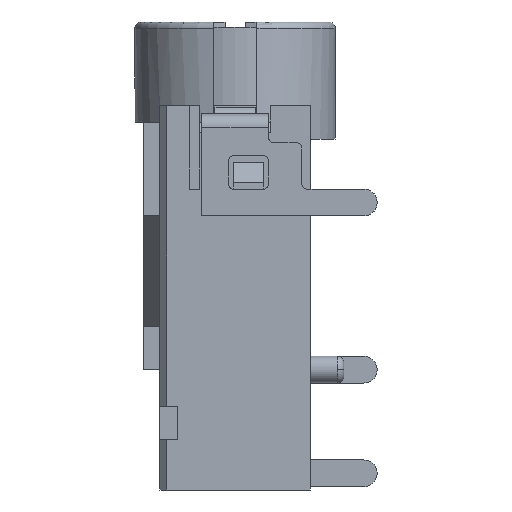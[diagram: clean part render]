
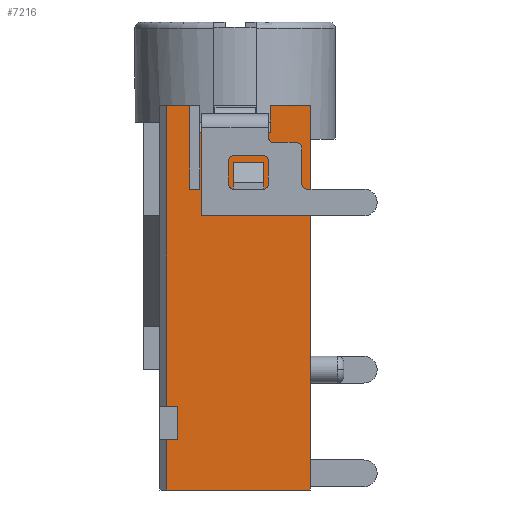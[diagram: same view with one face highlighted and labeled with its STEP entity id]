
A CAD part, left-side view. The second image highlights one B-rep face of the part: STEP entity #7216.
In plain terms, the highlighted planar face has unit normal (-1, 0, 0).
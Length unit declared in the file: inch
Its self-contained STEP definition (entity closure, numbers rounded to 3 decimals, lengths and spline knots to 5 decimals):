
#41 = EDGE_CURVE ( 'NONE', #11783, #5742, #20068, .T. ) ;
#113 = CARTESIAN_POINT ( 'NONE',  ( -0.18504, -0.08858, -0.55118 ) ) ;
#121 = CARTESIAN_POINT ( 'NONE',  ( -0.18504, 0.08071, -0.45276 ) ) ;
#291 = VERTEX_POINT ( 'NONE', #121 ) ;
#379 = EDGE_CURVE ( 'NONE', #16916, #19095, #14424, .T. ) ;
#433 = LINE ( 'NONE', #10187, #3975 ) ;
#498 = DIRECTION ( 'NONE',  ( 0., 1., 0. ) ) ;
#511 = AXIS2_PLACEMENT_3D ( 'NONE', #12439, #18305, #10603 ) ;
#639 = EDGE_CURVE ( 'NONE', #17466, #14703, #7609, .T. ) ;
#741 = CARTESIAN_POINT ( 'NONE',  ( -0.18504, -0.03346, -0.16535 ) ) ;
#780 = VECTOR ( 'NONE', #10776, 39.37008 ) ;
#846 = EDGE_CURVE ( 'NONE', #13643, #19274, #4746, .T. ) ;
#961 = EDGE_CURVE ( 'NONE', #13643, #10369, #2478, .T. ) ;
#995 = VERTEX_POINT ( 'NONE', #113 ) ;
#1494 = EDGE_CURVE ( 'NONE', #19095, #11295, #14291, .T. ) ;
#1913 = ORIENTED_EDGE ( 'NONE', *, *, #15642, .F. ) ;
#2330 = LINE ( 'NONE', #3762, #7065 ) ;
#2464 = CARTESIAN_POINT ( 'NONE',  ( -0.18504, 0.06772, -0.3248 ) ) ;
#2478 = LINE ( 'NONE', #7165, #17008 ) ;
#2523 = ORIENTED_EDGE ( 'NONE', *, *, #10657, .F. ) ;
#2609 = CARTESIAN_POINT ( 'NONE',  ( -0.18504, 0.08071, -0.3248 ) ) ;
#2787 = CARTESIAN_POINT ( 'NONE',  ( -0.18504, 0.05321, -0.09843 ) ) ;
#3026 = ORIENTED_EDGE ( 'NONE', *, *, #10909, .F. ) ;
#3333 = CARTESIAN_POINT ( 'NONE',  ( -0.18504, 0.00197, -0.16535 ) ) ;
#3473 = EDGE_CURVE ( 'NONE', #10369, #14684, #433, .T. ) ;
#3492 = DIRECTION ( 'NONE',  ( 0., 0., 1. ) ) ;
#3547 = CARTESIAN_POINT ( 'NONE',  ( -0.18504, 0.0414, -0.12992 ) ) ;
#3609 = VECTOR ( 'NONE', #19920, 39.37008 ) ;
#3630 = LINE ( 'NONE', #14984, #12263 ) ;
#3762 = CARTESIAN_POINT ( 'NONE',  ( -0.18504, -0.00394, -0.45276 ) ) ;
#3895 = VECTOR ( 'NONE', #18923, 39.37008 ) ;
#3975 = VECTOR ( 'NONE', #3492, 39.37008 ) ;
#3994 = ORIENTED_EDGE ( 'NONE', *, *, #961, .F. ) ;
#4205 = DIRECTION ( 'NONE',  ( 0., 0., -1. ) ) ;
#4235 = VERTEX_POINT ( 'NONE', #18431 ) ;
#4381 = FACE_BOUND ( 'NONE', #15100, .T. ) ;
#4397 = ORIENTED_EDGE ( 'NONE', *, *, #13949, .F. ) ;
#4459 = EDGE_CURVE ( 'NONE', #11295, #14270, #14631, .T. ) ;
#4509 = ORIENTED_EDGE ( 'NONE', *, *, #3473, .F. ) ;
#4745 = EDGE_CURVE ( 'NONE', #14684, #17730, #15312, .T. ) ;
#4746 = LINE ( 'NONE', #13211, #6884 ) ;
#5268 = VECTOR ( 'NONE', #498, 39.37008 ) ;
#5315 = DIRECTION ( 'NONE',  ( 0., 0., -1. ) ) ;
#5419 = VECTOR ( 'NONE', #15279, 39.37008 ) ;
#5465 = EDGE_CURVE ( 'NONE', #14703, #4235, #11647, .T. ) ;
#5742 = VERTEX_POINT ( 'NONE', #18811 ) ;
#5779 = CARTESIAN_POINT ( 'NONE',  ( -0.18504, -0.00394, -0.49213 ) ) ;
#6317 = VECTOR ( 'NONE', #19442, 39.37008 ) ;
#6764 = CARTESIAN_POINT ( 'NONE',  ( -0.18504, -0.00394, -0.19685 ) ) ;
#6829 = VERTEX_POINT ( 'NONE', #12884 ) ;
#6884 = VECTOR ( 'NONE', #4205, 39.37008 ) ;
#7041 = CARTESIAN_POINT ( 'NONE',  ( -0.18504, -0.08858, -0.3248 ) ) ;
#7065 = VECTOR ( 'NONE', #13064, 39.37008 ) ;
#7165 = CARTESIAN_POINT ( 'NONE',  ( -0.18504, -0.00394, -0.12992 ) ) ;
#7216 = ADVANCED_FACE ( 'NONE', ( #12145, #4381 ), #12051, .F. ) ;
#7520 = CARTESIAN_POINT ( 'NONE',  ( -0.18504, -0.06496, -0.09843 ) ) ;
#7608 = VECTOR ( 'NONE', #11750, 39.37008 ) ;
#7609 = LINE ( 'NONE', #5779, #3609 ) ;
#7625 = CARTESIAN_POINT ( 'NONE',  ( -0.18504, -0.03346, -0.19685 ) ) ;
#7665 = CARTESIAN_POINT ( 'NONE',  ( -0.18504, 0.05321, -0.3248 ) ) ;
#7741 = EDGE_CURVE ( 'NONE', #14270, #16916, #3630, .T. ) ;
#7854 = LINE ( 'NONE', #8053, #3895 ) ;
#7903 = CARTESIAN_POINT ( 'NONE',  ( -0.18504, 0.08071, -0.49213 ) ) ;
#7978 = EDGE_CURVE ( 'NONE', #291, #6829, #10356, .T. ) ;
#8053 = CARTESIAN_POINT ( 'NONE',  ( -0.18504, 0.06499, -0.09843 ) ) ;
#8145 = CARTESIAN_POINT ( 'NONE',  ( -0.18504, 0.06772, -0.49213 ) ) ;
#8146 = CARTESIAN_POINT ( 'NONE',  ( -0.18504, -0.00394, -0.16535 ) ) ;
#8191 = ORIENTED_EDGE ( 'NONE', *, *, #379, .F. ) ;
#8208 = EDGE_LOOP ( 'NONE', ( #14943, #1913, #18446, #18774, #4397, #3026, #12822, #15613, #4509, #3994, #11688, #2523, #14732, #16911 ) ) ;
#8301 = ORIENTED_EDGE ( 'NONE', *, *, #4459, .F. ) ;
#8362 = LINE ( 'NONE', #7041, #6317 ) ;
#8373 = DIRECTION ( 'NONE',  ( 0., 0., 1. ) ) ;
#8388 = CARTESIAN_POINT ( 'NONE',  ( -0.18504, 0.08071, -0.3248 ) ) ;
#8604 = VECTOR ( 'NONE', #11657, 39.37008 ) ;
#8693 = DIRECTION ( 'NONE',  ( 0., -1., 0. ) ) ;
#9275 = CARTESIAN_POINT ( 'NONE',  ( -0.18504, 0.00197, -0.19685 ) ) ;
#9731 = LINE ( 'NONE', #6764, #10698 ) ;
#9844 = DIRECTION ( 'NONE',  ( 0., -1., 0. ) ) ;
#10187 = CARTESIAN_POINT ( 'NONE',  ( -0.18504, -0.04134, -0.3248 ) ) ;
#10356 = LINE ( 'NONE', #2609, #5419 ) ;
#10369 = VERTEX_POINT ( 'NONE', #18459 ) ;
#10603 = DIRECTION ( 'NONE',  ( 0., 0., -1. ) ) ;
#10657 = EDGE_CURVE ( 'NONE', #5742, #19274, #9731, .T. ) ;
#10698 = VECTOR ( 'NONE', #11368, 39.37008 ) ;
#10776 = DIRECTION ( 'NONE',  ( 0., -1., 0. ) ) ;
#10909 = EDGE_CURVE ( 'NONE', #995, #16758, #16050, .T. ) ;
#11295 = VERTEX_POINT ( 'NONE', #3333 ) ;
#11368 = DIRECTION ( 'NONE',  ( 0., -1., 0. ) ) ;
#11647 = LINE ( 'NONE', #2464, #7608 ) ;
#11657 = DIRECTION ( 'NONE',  ( 0., 0., 1. ) ) ;
#11688 = ORIENTED_EDGE ( 'NONE', *, *, #846, .T. ) ;
#11750 = DIRECTION ( 'NONE',  ( 0., 0., 1. ) ) ;
#11783 = VERTEX_POINT ( 'NONE', #2787 ) ;
#12051 = PLANE ( 'NONE',  #511 ) ;
#12145 = FACE_OUTER_BOUND ( 'NONE', #8208, .T. ) ;
#12182 = CARTESIAN_POINT ( 'NONE',  ( -0.18504, -0.08858, -0.09843 ) ) ;
#12263 = VECTOR ( 'NONE', #9844, 39.37008 ) ;
#12376 = CARTESIAN_POINT ( 'NONE',  ( -0.18504, -0.00394, -0.55118 ) ) ;
#12439 = CARTESIAN_POINT ( 'NONE',  ( -0.18504, -0.00394, -0.3248 ) ) ;
#12822 = ORIENTED_EDGE ( 'NONE', *, *, #14362, .T. ) ;
#12884 = CARTESIAN_POINT ( 'NONE',  ( -0.18504, 0.08071, -0.09843 ) ) ;
#13064 = DIRECTION ( 'NONE',  ( 0., 1., 0. ) ) ;
#13072 = CARTESIAN_POINT ( 'NONE',  ( -0.18504, 0.08071, -0.55118 ) ) ;
#13194 = CARTESIAN_POINT ( 'NONE',  ( -0.18504, -0.03346, -0.3248 ) ) ;
#13211 = CARTESIAN_POINT ( 'NONE',  ( -0.18504, 0.0414, -0.14764 ) ) ;
#13643 = VERTEX_POINT ( 'NONE', #3547 ) ;
#13949 = EDGE_CURVE ( 'NONE', #16758, #17466, #14857, .T. ) ;
#14034 = VECTOR ( 'NONE', #16600, 39.37008 ) ;
#14270 = VERTEX_POINT ( 'NONE', #9275 ) ;
#14291 = LINE ( 'NONE', #8146, #5268 ) ;
#14362 = EDGE_CURVE ( 'NONE', #995, #17730, #8362, .T. ) ;
#14424 = LINE ( 'NONE', #13194, #16372 ) ;
#14631 = LINE ( 'NONE', #19345, #14802 ) ;
#14684 = VERTEX_POINT ( 'NONE', #17871 ) ;
#14703 = VERTEX_POINT ( 'NONE', #8145 ) ;
#14732 = ORIENTED_EDGE ( 'NONE', *, *, #41, .F. ) ;
#14802 = VECTOR ( 'NONE', #5315, 39.37008 ) ;
#14857 = LINE ( 'NONE', #8388, #8604 ) ;
#14943 = ORIENTED_EDGE ( 'NONE', *, *, #7978, .F. ) ;
#14984 = CARTESIAN_POINT ( 'NONE',  ( -0.18504, -0.00394, -0.19685 ) ) ;
#15100 = EDGE_LOOP ( 'NONE', ( #8191, #18793, #8301, #17313 ) ) ;
#15279 = DIRECTION ( 'NONE',  ( 0., 0., 1. ) ) ;
#15312 = LINE ( 'NONE', #7520, #780 ) ;
#15613 = ORIENTED_EDGE ( 'NONE', *, *, #4745, .F. ) ;
#15642 = EDGE_CURVE ( 'NONE', #4235, #291, #2330, .T. ) ;
#16050 = LINE ( 'NONE', #12376, #17269 ) ;
#16372 = VECTOR ( 'NONE', #8373, 39.37008 ) ;
#16600 = DIRECTION ( 'NONE',  ( 0., 0., -1. ) ) ;
#16758 = VERTEX_POINT ( 'NONE', #13072 ) ;
#16911 = ORIENTED_EDGE ( 'NONE', *, *, #18193, .F. ) ;
#16916 = VERTEX_POINT ( 'NONE', #7625 ) ;
#16974 = CARTESIAN_POINT ( 'NONE',  ( -0.18504, 0.0414, -0.19685 ) ) ;
#17008 = VECTOR ( 'NONE', #8693, 39.37008 ) ;
#17269 = VECTOR ( 'NONE', #18632, 39.37008 ) ;
#17313 = ORIENTED_EDGE ( 'NONE', *, *, #1494, .F. ) ;
#17466 = VERTEX_POINT ( 'NONE', #7903 ) ;
#17730 = VERTEX_POINT ( 'NONE', #12182 ) ;
#17871 = CARTESIAN_POINT ( 'NONE',  ( -0.18504, -0.04134, -0.09843 ) ) ;
#18193 = EDGE_CURVE ( 'NONE', #6829, #11783, #7854, .T. ) ;
#18305 = DIRECTION ( 'NONE',  ( 1., 0., 0. ) ) ;
#18431 = CARTESIAN_POINT ( 'NONE',  ( -0.18504, 0.06772, -0.45276 ) ) ;
#18446 = ORIENTED_EDGE ( 'NONE', *, *, #5465, .F. ) ;
#18459 = CARTESIAN_POINT ( 'NONE',  ( -0.18504, -0.04134, -0.12992 ) ) ;
#18632 = DIRECTION ( 'NONE',  ( 0., 1., 0. ) ) ;
#18774 = ORIENTED_EDGE ( 'NONE', *, *, #639, .F. ) ;
#18793 = ORIENTED_EDGE ( 'NONE', *, *, #7741, .F. ) ;
#18811 = CARTESIAN_POINT ( 'NONE',  ( -0.18504, 0.05321, -0.19685 ) ) ;
#18923 = DIRECTION ( 'NONE',  ( 0., -1., 0. ) ) ;
#19095 = VERTEX_POINT ( 'NONE', #741 ) ;
#19274 = VERTEX_POINT ( 'NONE', #16974 ) ;
#19345 = CARTESIAN_POINT ( 'NONE',  ( -0.18504, 0.00197, -0.3248 ) ) ;
#19442 = DIRECTION ( 'NONE',  ( 0., 0., 1. ) ) ;
#19920 = DIRECTION ( 'NONE',  ( 0., -1., 0. ) ) ;
#20068 = LINE ( 'NONE', #7665, #14034 ) ;
